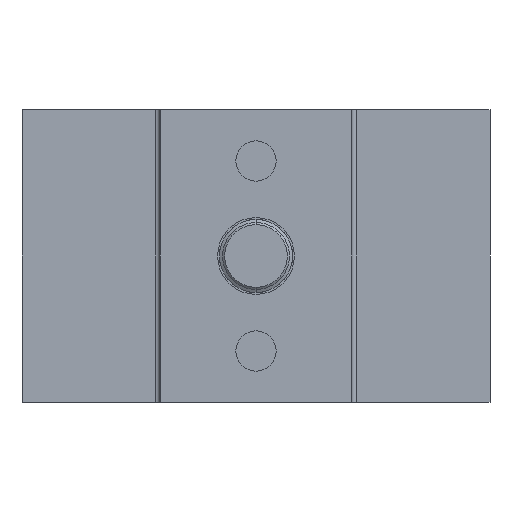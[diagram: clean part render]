
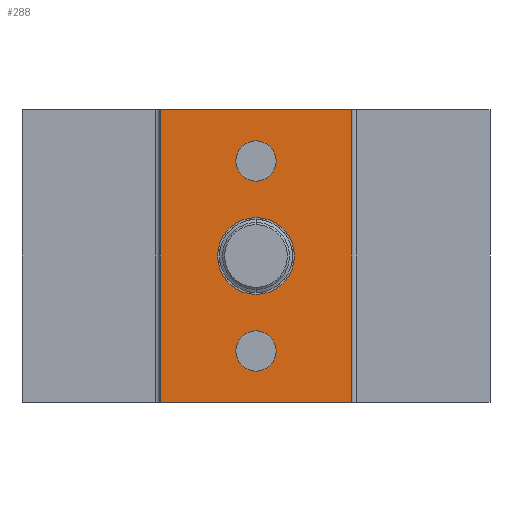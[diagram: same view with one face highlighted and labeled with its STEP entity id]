
A CAD part, front view. The second image highlights one B-rep face of the part: STEP entity #288.
In plain terms, the highlighted planar face has unit normal (0, -1, 0).
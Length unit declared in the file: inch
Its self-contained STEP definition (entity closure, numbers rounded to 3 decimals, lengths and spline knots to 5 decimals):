
#21 = EDGE_CURVE ( 'NONE', #86, #85, #2515, .T. ) ;
#26 = VERTEX_POINT ( 'NONE', #2501 ) ;
#33 = VERTEX_POINT ( 'NONE', #2498 ) ;
#51 = VERTEX_POINT ( 'NONE', #2391 ) ;
#65 = EDGE_CURVE ( 'NONE', #66, #51, #2366, .T. ) ;
#66 = VERTEX_POINT ( 'NONE', #2374 ) ;
#82 = VERTEX_POINT ( 'NONE', #2331 ) ;
#85 = VERTEX_POINT ( 'NONE', #2341 ) ;
#86 = VERTEX_POINT ( 'NONE', #2326 ) ;
#89 = EDGE_CURVE ( 'NONE', #26, #82, #2452, .T. ) ;
#96 = VERTEX_POINT ( 'NONE', #2433 ) ;
#109 = EDGE_CURVE ( 'NONE', #96, #33, #2466, .T. ) ;
#255 = VERTEX_POINT ( 'NONE', #2756 ) ;
#259 = EDGE_LOOP ( 'NONE', ( #294, #292 ) ) ;
#288 = ADVANCED_FACE ( 'NONE', ( #2105, #2410, #2405, #2597 ), #3290, .F. ) ;
#289 = EDGE_CURVE ( 'NONE', #33, #96, #3285, .T. ) ;
#290 = EDGE_CURVE ( 'NONE', #85, #86, #3292, .T. ) ;
#291 = ORIENTED_EDGE ( 'NONE', *, *, #109, .T. ) ;
#292 = ORIENTED_EDGE ( 'NONE', *, *, #293, .T. ) ;
#293 = EDGE_CURVE ( 'NONE', #82, #26, #3144, .T. ) ;
#294 = ORIENTED_EDGE ( 'NONE', *, *, #89, .T. ) ;
#295 = ORIENTED_EDGE ( 'NONE', *, *, #467, .T. ) ;
#296 = EDGE_LOOP ( 'NONE', ( #391, #392 ) ) ;
#375 = EDGE_CURVE ( 'NONE', #395, #255, #3110, .T. ) ;
#390 = EDGE_LOOP ( 'NONE', ( #295, #470, #469, #468 ) ) ;
#391 = ORIENTED_EDGE ( 'NONE', *, *, #290, .F. ) ;
#392 = ORIENTED_EDGE ( 'NONE', *, *, #21, .F. ) ;
#394 = EDGE_LOOP ( 'NONE', ( #291, #528 ) ) ;
#395 = VERTEX_POINT ( 'NONE', #3255 ) ;
#466 = EDGE_CURVE ( 'NONE', #395, #66, #4385, .T. ) ;
#467 = EDGE_CURVE ( 'NONE', #255, #51, #4381, .T. ) ;
#468 = ORIENTED_EDGE ( 'NONE', *, *, #375, .T. ) ;
#469 = ORIENTED_EDGE ( 'NONE', *, *, #466, .F. ) ;
#470 = ORIENTED_EDGE ( 'NONE', *, *, #65, .F. ) ;
#528 = ORIENTED_EDGE ( 'NONE', *, *, #289, .T. ) ;
#2105 = FACE_BOUND ( 'NONE', #394, .T. ) ;
#2326 = CARTESIAN_POINT ( 'NONE',  ( 0., -1., 0.164 ) ) ;
#2331 = CARTESIAN_POINT ( 'NONE',  ( -0.086, -1., 0.406 ) ) ;
#2341 = CARTESIAN_POINT ( 'NONE',  ( 0., -1., -0.164 ) ) ;
#2363 = DIRECTION ( 'NONE',  ( 0., 0., -1. ) ) ;
#2364 = VECTOR ( 'NONE', #2363, 39.37008 ) ;
#2365 = CARTESIAN_POINT ( 'NONE',  ( 0.41, -1., 0.625 ) ) ;
#2366 = LINE ( 'NONE', #2365, #2364 ) ;
#2374 = CARTESIAN_POINT ( 'NONE',  ( 0.41, -1., 0.625 ) ) ;
#2391 = CARTESIAN_POINT ( 'NONE',  ( 0.41, -1., -0.625 ) ) ;
#2405 = FACE_BOUND ( 'NONE', #296, .T. ) ;
#2410 = FACE_BOUND ( 'NONE', #259, .T. ) ;
#2428 = AXIS2_PLACEMENT_3D ( 'NONE', #2464, #2456, #2455 ) ;
#2433 = CARTESIAN_POINT ( 'NONE',  ( 0.086, -1., -0.406 ) ) ;
#2448 = DIRECTION ( 'NONE',  ( -1., 0., 0. ) ) ;
#2449 = DIRECTION ( 'NONE',  ( 0., 1., 0. ) ) ;
#2450 = CARTESIAN_POINT ( 'NONE',  ( 0., -1., 0.406 ) ) ;
#2451 = AXIS2_PLACEMENT_3D ( 'NONE', #2450, #2449, #2448 ) ;
#2452 = CIRCLE ( 'NONE', #2451, 0.086 ) ;
#2455 = DIRECTION ( 'NONE',  ( -1., 0., 0. ) ) ;
#2456 = DIRECTION ( 'NONE',  ( 0., 1., 0. ) ) ;
#2464 = CARTESIAN_POINT ( 'NONE',  ( 0., -1., -0.406 ) ) ;
#2466 = CIRCLE ( 'NONE', #2428, 0.086 ) ;
#2498 = CARTESIAN_POINT ( 'NONE',  ( -0.086, -1., -0.406 ) ) ;
#2501 = CARTESIAN_POINT ( 'NONE',  ( 0.086, -1., 0.406 ) ) ;
#2511 = DIRECTION ( 'NONE',  ( 0., 0., -1. ) ) ;
#2512 = DIRECTION ( 'NONE',  ( 0., -1., 0. ) ) ;
#2513 = CARTESIAN_POINT ( 'NONE',  ( 0., -1., 0. ) ) ;
#2515 = CIRCLE ( 'NONE', #2522, 0.164 ) ;
#2522 = AXIS2_PLACEMENT_3D ( 'NONE', #2513, #2512, #2511 ) ;
#2597 = FACE_OUTER_BOUND ( 'NONE', #390, .T. ) ;
#2756 = CARTESIAN_POINT ( 'NONE',  ( -0.41, -1., -0.625 ) ) ;
#3110 = LINE ( 'NONE', #3252, #3251 ) ;
#3140 = DIRECTION ( 'NONE',  ( -1., 0., 0. ) ) ;
#3141 = DIRECTION ( 'NONE',  ( 0., 1., 0. ) ) ;
#3142 = CARTESIAN_POINT ( 'NONE',  ( 0., -1., 0.406 ) ) ;
#3143 = AXIS2_PLACEMENT_3D ( 'NONE', #3142, #3141, #3140 ) ;
#3144 = CIRCLE ( 'NONE', #3143, 0.086 ) ;
#3147 = DIRECTION ( 'NONE',  ( 0., 0., -1. ) ) ;
#3148 = AXIS2_PLACEMENT_3D ( 'NONE', #3291, #3283, #3147 ) ;
#3250 = DIRECTION ( 'NONE',  ( 0., 0., -1. ) ) ;
#3251 = VECTOR ( 'NONE', #3250, 39.37008 ) ;
#3252 = CARTESIAN_POINT ( 'NONE',  ( -0.41, -1., 0.625 ) ) ;
#3255 = CARTESIAN_POINT ( 'NONE',  ( -0.41, -1., 0.625 ) ) ;
#3279 = DIRECTION ( 'NONE',  ( -1., 0., 0. ) ) ;
#3280 = DIRECTION ( 'NONE',  ( 0., 1., 0. ) ) ;
#3281 = CARTESIAN_POINT ( 'NONE',  ( 0., -1., -0.406 ) ) ;
#3282 = AXIS2_PLACEMENT_3D ( 'NONE', #3281, #3280, #3279 ) ;
#3283 = DIRECTION ( 'NONE',  ( 0., -1., 0. ) ) ;
#3285 = CIRCLE ( 'NONE', #3282, 0.086 ) ;
#3286 = DIRECTION ( 'NONE',  ( -1., 0., 0. ) ) ;
#3287 = DIRECTION ( 'NONE',  ( 0., 1., 0. ) ) ;
#3288 = CARTESIAN_POINT ( 'NONE',  ( -0.41, -1., 0.625 ) ) ;
#3289 = AXIS2_PLACEMENT_3D ( 'NONE', #3288, #3287, #3286 ) ;
#3290 = PLANE ( 'NONE',  #3289 ) ;
#3291 = CARTESIAN_POINT ( 'NONE',  ( 0., -1., 0. ) ) ;
#3292 = CIRCLE ( 'NONE', #3148, 0.164 ) ;
#4377 = DIRECTION ( 'NONE',  ( 1., 0., 0. ) ) ;
#4378 = VECTOR ( 'NONE', #4377, 39.37008 ) ;
#4379 = CARTESIAN_POINT ( 'NONE',  ( -0.41, -1., -0.625 ) ) ;
#4381 = LINE ( 'NONE', #4379, #4378 ) ;
#4382 = DIRECTION ( 'NONE',  ( 1., 0., 0. ) ) ;
#4383 = VECTOR ( 'NONE', #4382, 39.37008 ) ;
#4384 = CARTESIAN_POINT ( 'NONE',  ( -0.41, -1., 0.625 ) ) ;
#4385 = LINE ( 'NONE', #4384, #4383 ) ;
